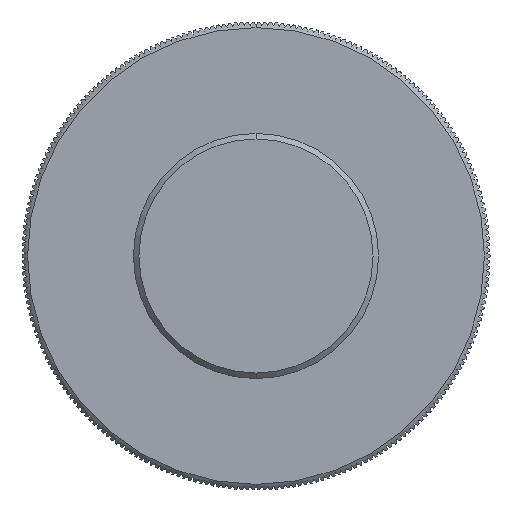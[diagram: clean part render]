
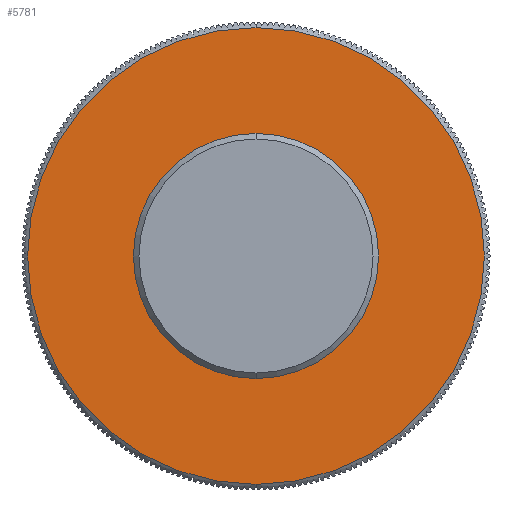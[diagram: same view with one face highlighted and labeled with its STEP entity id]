
A CAD part, front view. The second image highlights one B-rep face of the part: STEP entity #5781.
In plain terms, the highlighted planar face has unit normal (0, -1, 0).
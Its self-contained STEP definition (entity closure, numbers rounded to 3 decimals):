
#1034 = PLANE ( 'NONE',  #17349 ) ;
#1875 = ORIENTED_EDGE ( 'NONE', *, *, #63380, .T. ) ;
#1991 = VERTEX_POINT ( 'NONE', #65460 ) ;
#3032 = CARTESIAN_POINT ( 'NONE',  ( 0., 8., 0. ) ) ;
#5781 = ADVANCED_FACE ( 'NONE', ( #52635, #17992 ), #1034, .T. ) ;
#8469 = EDGE_LOOP ( 'NONE', ( #17236, #13642 ) ) ;
#13642 = ORIENTED_EDGE ( 'NONE', *, *, #44513, .F. ) ;
#14408 = CIRCLE ( 'NONE', #15575, 20.5 ) ;
#15575 = AXIS2_PLACEMENT_3D ( 'NONE', #45777, #69508, #73709 ) ;
#16192 = DIRECTION ( 'NONE',  ( 0., -1., 0. ) ) ;
#17236 = ORIENTED_EDGE ( 'NONE', *, *, #44458, .F. ) ;
#17349 = AXIS2_PLACEMENT_3D ( 'NONE', #39842, #24025, #69217 ) ;
#17818 = CIRCLE ( 'NONE', #61107, 20.5 ) ;
#17992 = FACE_BOUND ( 'NONE', #8469, .T. ) ;
#18057 = CARTESIAN_POINT ( 'NONE',  ( 0., 8., 10. ) ) ;
#19553 = AXIS2_PLACEMENT_3D ( 'NONE', #44424, #16192, #44058 ) ;
#24025 = DIRECTION ( 'NONE',  ( 0., -1., 0. ) ) ;
#27790 = VERTEX_POINT ( 'NONE', #43251 ) ;
#28220 = EDGE_LOOP ( 'NONE', ( #1875, #58485 ) ) ;
#30917 = DIRECTION ( 'NONE',  ( 0., -1., 0. ) ) ;
#32821 = EDGE_CURVE ( 'NONE', #27790, #42857, #17818, .T. ) ;
#39842 = CARTESIAN_POINT ( 'NONE',  ( 20.5, 8., 0. ) ) ;
#42702 = CARTESIAN_POINT ( 'NONE',  ( 0., 8., 0. ) ) ;
#42857 = VERTEX_POINT ( 'NONE', #55072 ) ;
#43251 = CARTESIAN_POINT ( 'NONE',  ( 0., 8., -20.5 ) ) ;
#43814 = DIRECTION ( 'NONE',  ( 0., -1., 0. ) ) ;
#44058 = DIRECTION ( 'NONE',  ( 0., 0., -1. ) ) ;
#44424 = CARTESIAN_POINT ( 'NONE',  ( 0., 8., 0. ) ) ;
#44458 = EDGE_CURVE ( 'NONE', #1991, #44646, #65252, .T. ) ;
#44513 = EDGE_CURVE ( 'NONE', #44646, #1991, #52007, .T. ) ;
#44646 = VERTEX_POINT ( 'NONE', #18057 ) ;
#44747 = AXIS2_PLACEMENT_3D ( 'NONE', #3032, #30917, #65566 ) ;
#45777 = CARTESIAN_POINT ( 'NONE',  ( 0., 8., 0. ) ) ;
#52007 = CIRCLE ( 'NONE', #19553, 10. ) ;
#52635 = FACE_OUTER_BOUND ( 'NONE', #28220, .T. ) ;
#55072 = CARTESIAN_POINT ( 'NONE',  ( 0., 8., 20.5 ) ) ;
#58485 = ORIENTED_EDGE ( 'NONE', *, *, #32821, .T. ) ;
#61107 = AXIS2_PLACEMENT_3D ( 'NONE', #42702, #43814, #66800 ) ;
#63380 = EDGE_CURVE ( 'NONE', #42857, #27790, #14408, .T. ) ;
#65252 = CIRCLE ( 'NONE', #44747, 10. ) ;
#65460 = CARTESIAN_POINT ( 'NONE',  ( 0., 8., -10. ) ) ;
#65566 = DIRECTION ( 'NONE',  ( 0., 0., -1. ) ) ;
#66800 = DIRECTION ( 'NONE',  ( 0., 0., -1. ) ) ;
#69217 = DIRECTION ( 'NONE',  ( 0., 0., -1. ) ) ;
#69508 = DIRECTION ( 'NONE',  ( 0., -1., 0. ) ) ;
#73709 = DIRECTION ( 'NONE',  ( 0., 0., -1. ) ) ;
